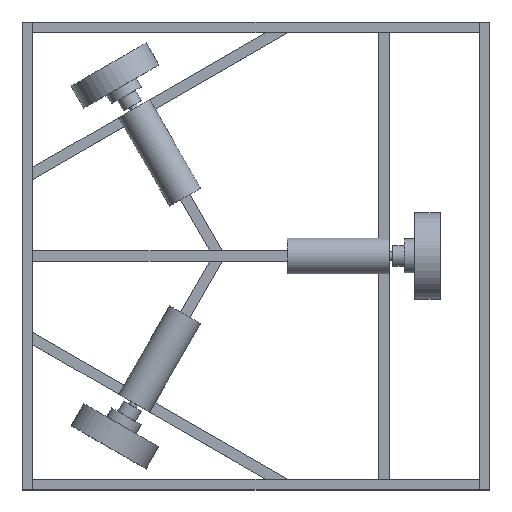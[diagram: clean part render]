
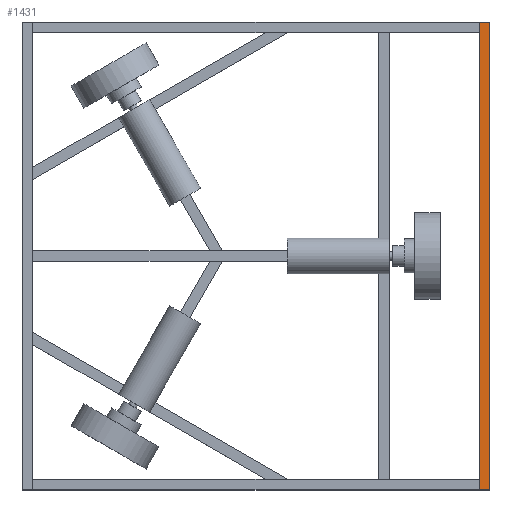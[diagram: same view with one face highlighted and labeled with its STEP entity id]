
A CAD part, top view. The second image highlights one B-rep face of the part: STEP entity #1431.
In plain terms, the highlighted planar face has unit normal (0, 0, 1).
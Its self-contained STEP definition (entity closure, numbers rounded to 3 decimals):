
#154=FACE_OUTER_BOUND('',#265,.T.);
#265=EDGE_LOOP('',(#1041,#1042,#1043,#1044));
#404=LINE('',#2231,#545);
#407=LINE('',#2237,#548);
#410=LINE('',#2243,#551);
#413=LINE('',#2247,#554);
#545=VECTOR('',#1774,10.);
#548=VECTOR('',#1779,10.);
#551=VECTOR('',#1784,10.);
#554=VECTOR('',#1789,10.);
#674=VERTEX_POINT('',#2228);
#675=VERTEX_POINT('',#2230);
#677=VERTEX_POINT('',#2236);
#679=VERTEX_POINT('',#2242);
#808=EDGE_CURVE('',#675,#674,#404,.T.);
#811=EDGE_CURVE('',#677,#675,#407,.T.);
#814=EDGE_CURVE('',#679,#677,#410,.T.);
#817=EDGE_CURVE('',#674,#679,#413,.T.);
#1041=ORIENTED_EDGE('',*,*,#817,.T.);
#1042=ORIENTED_EDGE('',*,*,#814,.T.);
#1043=ORIENTED_EDGE('',*,*,#811,.T.);
#1044=ORIENTED_EDGE('',*,*,#808,.T.);
#1341=PLANE('',#1565);
#1431=ADVANCED_FACE('',(#154),#1341,.T.);
#1565=AXIS2_PLACEMENT_3D('',#2248,#1790,#1791);
#1774=DIRECTION('',(0.,1.,0.));
#1779=DIRECTION('',(1.,0.,0.));
#1784=DIRECTION('',(0.,-1.,0.));
#1789=DIRECTION('',(-1.,0.,0.));
#1790=DIRECTION('center_axis',(0.,0.,1.));
#1791=DIRECTION('ref_axis',(1.,0.,0.));
#2228=CARTESIAN_POINT('',(318.301,275.,12.7));
#2230=CARTESIAN_POINT('',(318.301,-275.,12.7));
#2231=CARTESIAN_POINT('',(318.301,275.,12.7));
#2236=CARTESIAN_POINT('',(305.601,-275.,12.7));
#2237=CARTESIAN_POINT('',(318.301,-275.,12.7));
#2242=CARTESIAN_POINT('',(305.601,275.,12.7));
#2243=CARTESIAN_POINT('',(305.601,275.,12.7));
#2247=CARTESIAN_POINT('',(-231.699,275.,12.7));
#2248=CARTESIAN_POINT('Origin',(311.951,0.,12.7));
